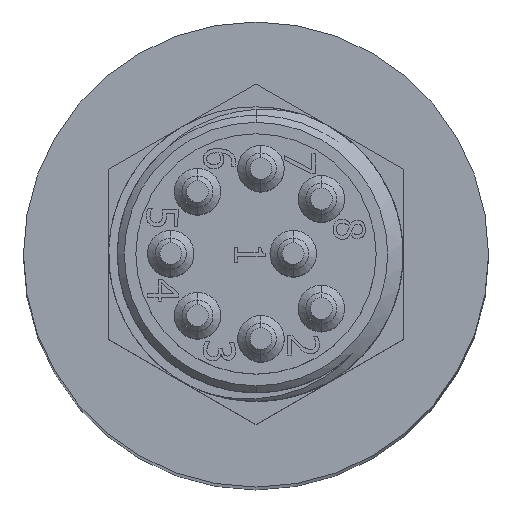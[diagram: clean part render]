
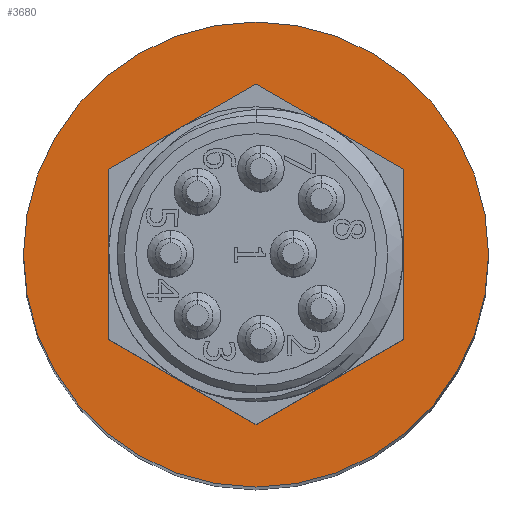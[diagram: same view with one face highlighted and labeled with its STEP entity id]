
A CAD part, top view. The second image highlights one B-rep face of the part: STEP entity #3680.
In plain terms, the highlighted face is planar.
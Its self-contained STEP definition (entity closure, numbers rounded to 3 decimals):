
#3200=CARTESIAN_POINT('',(54.,128.,0.));
#3210=VERTEX_POINT('',#3200);
#3240=CARTESIAN_POINT('',(39.,128.,0.));
#3250=DIRECTION('',(0.,1.,0.));
#3260=DIRECTION('',(1.,0.,0.));
#3270=AXIS2_PLACEMENT_3D('',#3240,#3250,#3260);
#3280=CIRCLE('',#3270,15.);
#3290=CARTESIAN_POINT('',(24.,128.,0.));
#3300=VERTEX_POINT('',#3290);
#3310=EDGE_CURVE('',#3210,#3300,#3280,.T.);
#3430=CARTESIAN_POINT('',(48.15,128.,0.));
#3440=DIRECTION('',(-0.,-1.,-0.));
#3450=DIRECTION('',(-1.,0.,0.));
#3460=AXIS2_PLACEMENT_3D('',#3430,#3440,#3450);
#3470=PLANE('',#3460);
#3480=CARTESIAN_POINT('',(39.,128.,0.));
#3490=DIRECTION('',(0.,1.,0.));
#3500=DIRECTION('',(1.,0.,0.));
#3510=AXIS2_PLACEMENT_3D('',#3480,#3490,#3500);
#3520=CIRCLE('',#3510,4.95);
#3530=CARTESIAN_POINT('',(34.05,128.,0.));
#3540=VERTEX_POINT('',#3530);
#3550=CARTESIAN_POINT('',(43.95,128.,0.));
#3560=VERTEX_POINT('',#3550);
#3570=EDGE_CURVE('',#3540,#3560,#3520,.T.);
#3580=ORIENTED_EDGE('',*,*,#3570,.F.);
#3590=EDGE_CURVE('',#3560,#3540,#3520,.T.);
#3600=ORIENTED_EDGE('',*,*,#3590,.F.);
#3610=EDGE_LOOP('',(#3600,#3580));
#3620=FACE_BOUND('',#3610,.T.);
#3630=EDGE_CURVE('',#3300,#3210,#3280,.T.);
#3640=ORIENTED_EDGE('',*,*,#3630,.T.);
#3650=ORIENTED_EDGE('',*,*,#3310,.T.);
#3660=EDGE_LOOP('',(#3650,#3640));
#3670=FACE_OUTER_BOUND('',#3660,.T.);
#3680=ADVANCED_FACE('',(#3620,#3670),#3470,.F.);
